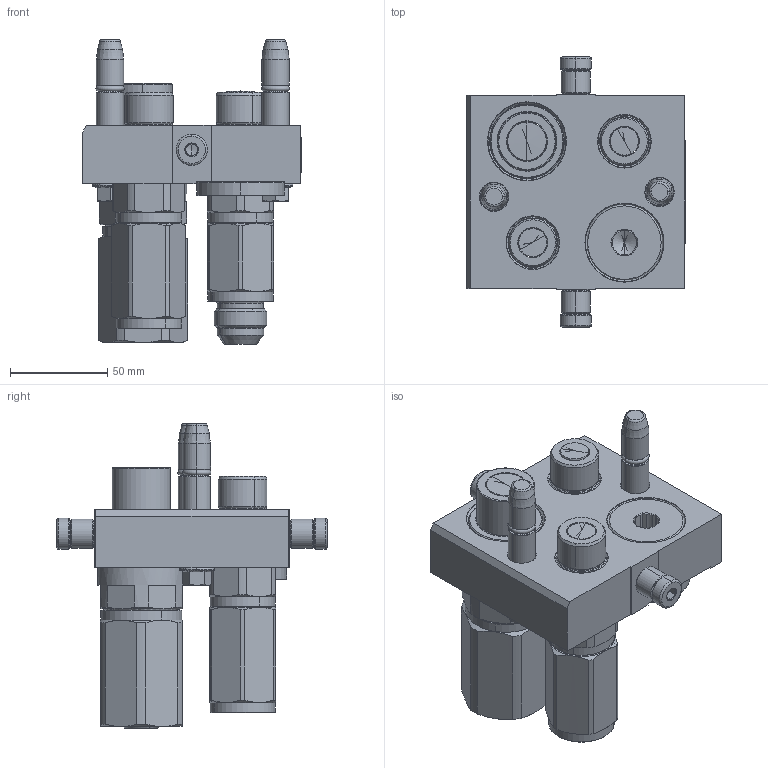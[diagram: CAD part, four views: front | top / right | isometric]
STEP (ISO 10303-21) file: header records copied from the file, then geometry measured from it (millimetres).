
FILE_DESCRIPTION (( 'STEP AP214' ), '1' );
FILE_NAME ('FASTER.step', '2022-12-20T09:00:47', ( '' ), ( '' ), 'SwSTEP 2.0', 'SolidWorks 2017', '' );
FILE_SCHEMA (( 'AUTOMOTIVE_DESIGN' ));
Length unit declared in the file: millimetre
Products named in the file (16): 3ffnp12_gas_m; 4830_010_0000_032; 3ffnp1213_34sm; 4830_021_0000_000; FASTER; 3ffnp34_gas_m; et002; 4830_028_1000_011; 1540_080_0008_000; or2_62x9_19_m; TAPPO_34; 4830_013_3000_030; P510_M_BASE
Assembly tree (20 placements, depth 3):
  FASTER
    P510_M_BASE
      4830_010_0000_032
      4830_013_3000_030  x2
      4830_028_1000_011  x2
      4830_021_0000_000  x2
      1540_080_0008_000  x2
      or2_62x9_19_m  x2
    3ffnp34_gas_m
      3ffnp34_gas_m
    3ffnp12_gas_m
      3ffnp12_gas_m
    3ffnp1213_34sm
      3ffnp1213_34sm
    TAPPO_34
    et002
Bounding box: 112.3 x 138.6 x 156.3 mm (x, y, z)
Volume: 46024.5 mm3; surface area: 134745.9 mm2
Topology: 6 solids, 47 shells, 1958 faces, 5798 edges, 3841 vertices
Faces by surface type: plane 1108, cylinder 340, cone 327, torus 100, bspline 83
Entity records: 76739 total; most frequent: CARTESIAN_POINT 21050, ORIENTED_EDGE 9739, DIRECTION 8962, EDGE_CURVE 5398, VERTEX_POINT 3617, LINE 3390, VECTOR 3390, AXIS2_PLACEMENT_3D 2786
